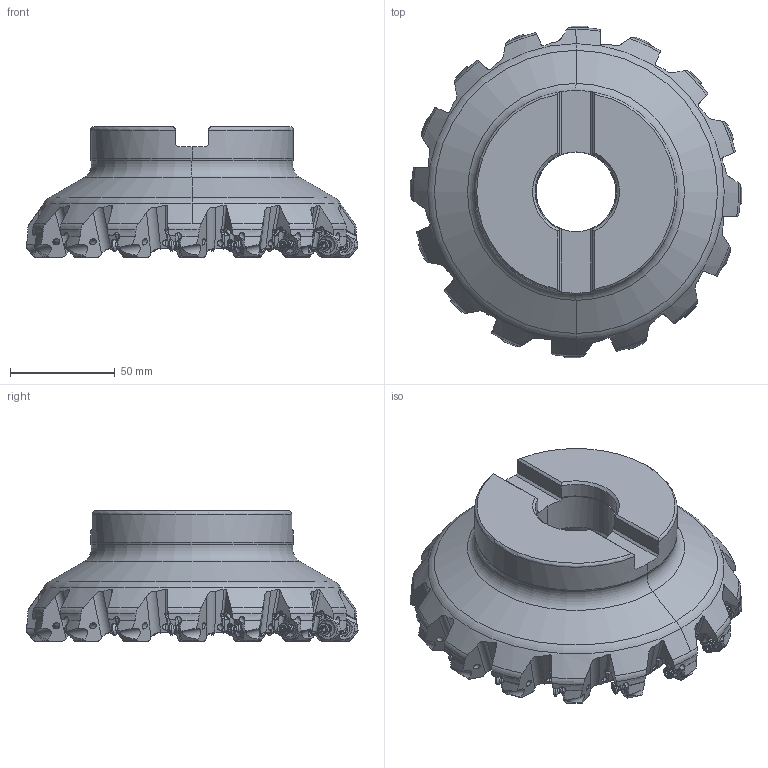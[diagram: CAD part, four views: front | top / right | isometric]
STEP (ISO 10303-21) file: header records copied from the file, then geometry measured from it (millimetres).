
FILE_DESCRIPTION(/* description */ (''),/* implementation_level */ '2;1');
FILE_NAME(/* name */ 'AHX440SUR0616EA.stp',/* time_stamp */ '2017-10-20T17:32:24+09:00',/* author */ (''),/* organization */ (''),/* preprocessor_version */ 'ST-DEVELOPER v16',/* originating_system */ 'SIEMENS PLM Software NX 10.0',/* authorisation */ '');
FILE_SCHEMA (('AUTOMOTIVE_DESIGN { 1 0 10303 214 3 1 1 1 }'));
Length unit declared in the file: millimetre
Products named in the file (1): AHX440SUR0616EA_ASM
Bounding box: 158.73 x 158.73 x 62.35 mm (x, y, z)
Volume: 583541.4 mm3; surface area: 76851.8 mm2
Topology: 17 solids, 17 shells, 2002 faces, 5701 edges, 3715 vertices
Faces by surface type: cylinder 860, plane 452, torus 340, cone 158, extrusion 96, bspline 64, sphere 32
Entity records: 86348 total; most frequent: CARTESIAN_POINT 35656, ORIENTED_EDGE 11338, DIRECTION 9836, EDGE_CURVE 5669, AXIS2_PLACEMENT_3D 4034, VERTEX_POINT 3715, EDGE_LOOP 2082, ADVANCED_FACE 2002
